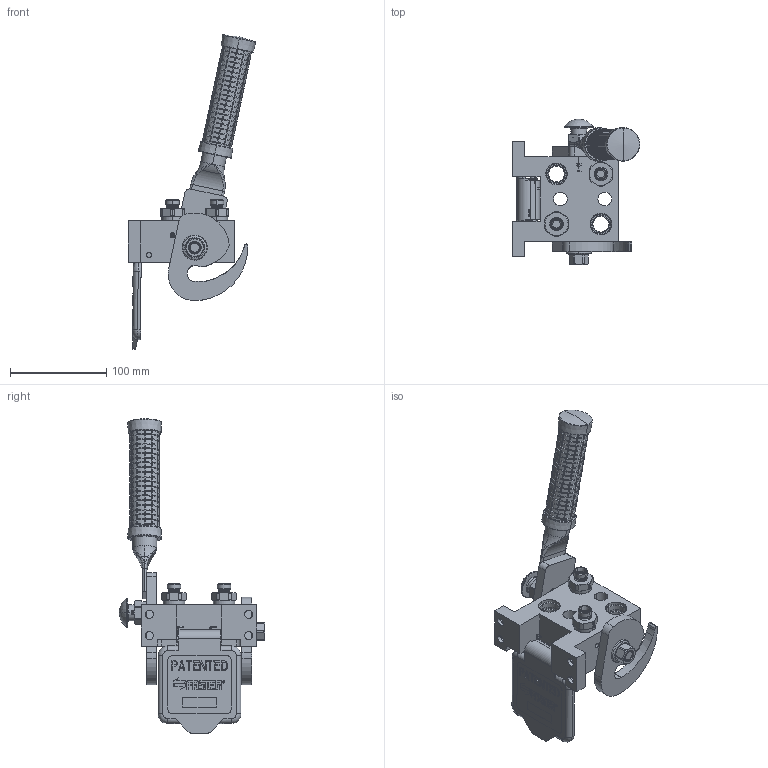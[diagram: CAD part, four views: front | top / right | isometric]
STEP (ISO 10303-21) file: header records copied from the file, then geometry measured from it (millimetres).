
FILE_DESCRIPTION (( 'STEP AP214' ), '1' );
FILE_NAME ('FASTER.step', '2024-10-29T17:30:05', ( '' ), ( '' ), 'SwSTEP 2.0', 'SolidWorks 2017', '' );
FILE_SCHEMA (( 'AUTOMOTIVE_DESIGN' ));
Length unit declared in the file: millimetre
Products named in the file (31): 1540_080_0012_000; 4820_024_1003_000; 4830_022_0000_011; curs_molla_14; 4820_024_1003_000_ASM; 4830_001_0005_301; 4121_072_0000_200; 4820_024_1001_021; 4820_020_1000_000; 4830_070_0000_001; or2x18; 4830_001_0005_300; et011; 4820_024_1001_010; 4820_001_0004_000; 4830_025_2000_000; 4820_024_1002_011; 0048_042_0412_000; 4850_024_0000_012; P404_F_BASE; or1_5x7_m; FASTER; 2ffnb14-2_14_f; 4830_025_1000_000; 4820_001_0001_004; 4121_014_0000_000; sicura_p5; 4820_024_1001_020; 4830_025_0000_001; A_2ffnb14-2_14_f
Assembly tree (32 placements, depth 4):
  FASTER
    P404_F_BASE
      4820_020_1000_000
      4820_001_0004_000
      4820_001_0001_004
      4830_001_0005_300
      4830_001_0005_301
      4830_025_1000_000
      4830_022_0000_011
      4830_070_0000_001
    A_2ffnb14-2_14_f  x2
      curs_molla_14
        4121_014_0000_000
        4121_072_0000_200
      2ffnb14-2_14_f
        2ffnb14-2_14_f
    4820_024_1003_000
      4820_024_1003_000_ASM
        4820_024_1001_010
        4820_024_1001_021
        4820_024_1002_011
      sicura_p5
        4830_025_0000_001
        or1_5x7_m
        0048_042_0412_000
      4820_024_1001_020
      1540_080_0012_000
      4850_024_0000_012
      4830_025_2000_000
      or2x18  x2
    et011
Bounding box: 132.38 x 151.03 x 325.99 mm (x, y, z)
Volume: 176409.9 mm3; surface area: 213018.9 mm2
Topology: 29 solids, 57 shells, 4541 faces, 11992 edges, 7682 vertices
Faces by surface type: plane 2044, cylinder 1591, torus 430, cone 234, bspline 216, sphere 26
Entity records: 190760 total; most frequent: CARTESIAN_POINT 84148, ORIENTED_EDGE 23132, DIRECTION 19271, EDGE_CURVE 11601, VERTEX_POINT 7456, VECTOR 6935, LINE 6935, AXIS2_PLACEMENT_3D 6168
